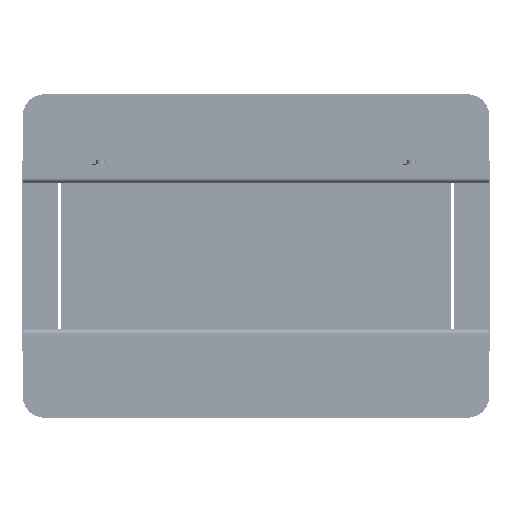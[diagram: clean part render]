
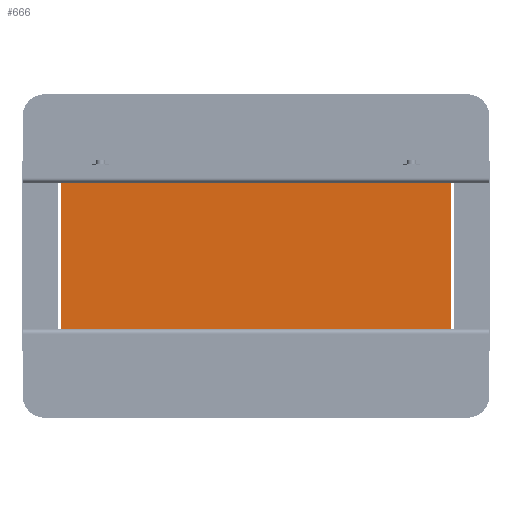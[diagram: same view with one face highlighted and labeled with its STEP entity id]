
A CAD part, front view. The second image highlights one B-rep face of the part: STEP entity #666.
In plain terms, the highlighted planar face has unit normal (0, -1, 0).
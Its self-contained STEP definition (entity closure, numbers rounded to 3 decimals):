
#49=DIRECTION('',(1.,0.,0.));
#50=VECTOR('',#49,350.);
#51=CARTESIAN_POINT('',(-175.,-192.5,-65.5));
#52=LINE('',#51,#50);
#161=DIRECTION('',(1.,0.,0.));
#162=VECTOR('',#161,350.);
#163=CARTESIAN_POINT('',(-175.,-192.5,65.5));
#164=LINE('',#163,#162);
#237=DIRECTION('',(0.,0.,1.));
#238=VECTOR('',#237,131.);
#239=CARTESIAN_POINT('',(175.,-192.5,-65.5));
#240=LINE('',#239,#238);
#241=DIRECTION('',(0.,0.,1.));
#242=VECTOR('',#241,131.);
#243=CARTESIAN_POINT('',(-175.,-192.5,-65.5));
#244=LINE('',#243,#242);
#353=CARTESIAN_POINT('',(-175.,-192.5,-65.5));
#354=VERTEX_POINT('',#353);
#355=CARTESIAN_POINT('',(175.,-192.5,-65.5));
#356=VERTEX_POINT('',#355);
#365=CARTESIAN_POINT('',(-175.,-192.5,65.5));
#366=VERTEX_POINT('',#365);
#367=CARTESIAN_POINT('',(175.,-192.5,65.5));
#368=VERTEX_POINT('',#367);
#654=CARTESIAN_POINT('',(-175.,-192.5,-65.5));
#655=DIRECTION('',(0.,-1.,0.));
#656=DIRECTION('',(1.,0.,0.));
#657=AXIS2_PLACEMENT_3D('',#654,#655,#656);
#658=PLANE('',#657);
#659=ORIENTED_EDGE('',*,*,#378,.F.);
#661=ORIENTED_EDGE('',*,*,#660,.T.);
#662=ORIENTED_EDGE('',*,*,#474,.T.);
#663=ORIENTED_EDGE('',*,*,#647,.F.);
#664=EDGE_LOOP('',(#659,#661,#662,#663));
#665=FACE_OUTER_BOUND('',#664,.F.);
#378=EDGE_CURVE('',#354,#356,#52,.T.);
#474=EDGE_CURVE('',#366,#368,#164,.T.);
#647=EDGE_CURVE('',#356,#368,#240,.T.);
#660=EDGE_CURVE('',#354,#366,#244,.T.);
#666=ADVANCED_FACE('',(#665),#658,.T.);
